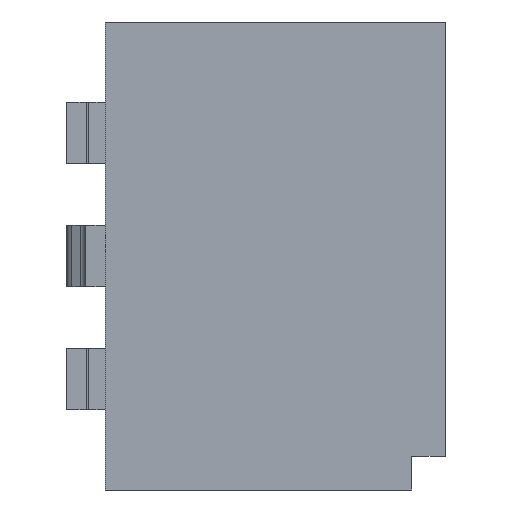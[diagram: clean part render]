
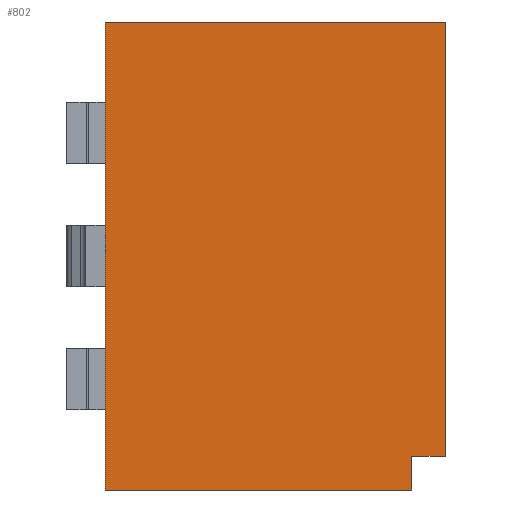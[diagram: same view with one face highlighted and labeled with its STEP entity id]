
A CAD part, front view. The second image highlights one B-rep face of the part: STEP entity #802.
In plain terms, the highlighted planar face has unit normal (0, -1, 0).
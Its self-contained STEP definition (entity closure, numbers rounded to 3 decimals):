
#1=DIRECTION('',(0.,0.,1.));
#2=VECTOR('',#1,0.35);
#3=CARTESIAN_POINT('',(1.405,0.,-2.415));
#4=LINE('',#3,#2);
#5=DIRECTION('',(-1.,0.,0.));
#6=VECTOR('',#5,3.16);
#7=CARTESIAN_POINT('',(1.405,0.,-2.415));
#8=LINE('',#7,#6);
#9=DIRECTION('',(0.,0.,1.));
#10=VECTOR('',#9,4.83);
#11=CARTESIAN_POINT('',(-1.755,0.,-2.415));
#12=LINE('',#11,#10);
#13=DIRECTION('',(1.,0.,0.));
#14=VECTOR('',#13,3.51);
#15=CARTESIAN_POINT('',(-1.755,0.,2.415));
#16=LINE('',#15,#14);
#17=DIRECTION('',(0.,0.,-1.));
#18=VECTOR('',#17,4.48);
#19=CARTESIAN_POINT('',(1.755,0.,2.415));
#20=LINE('',#19,#18);
#21=DIRECTION('',(-1.,0.,0.));
#22=VECTOR('',#21,0.35);
#23=CARTESIAN_POINT('',(1.755,0.,-2.065));
#24=LINE('',#23,#22);
#595=CARTESIAN_POINT('',(-1.755,0.,-2.415));
#596=CARTESIAN_POINT('',(-1.755,0.,2.415));
#597=VERTEX_POINT('',#595);
#598=VERTEX_POINT('',#596);
#599=CARTESIAN_POINT('',(1.755,0.,2.415));
#600=VERTEX_POINT('',#599);
#607=CARTESIAN_POINT('',(1.405,0.,-2.415));
#608=CARTESIAN_POINT('',(1.405,0.,-2.065));
#609=VERTEX_POINT('',#607);
#610=VERTEX_POINT('',#608);
#611=CARTESIAN_POINT('',(1.755,0.,-2.065));
#612=VERTEX_POINT('',#611);
#783=CARTESIAN_POINT('',(0.,0.,0.));
#784=DIRECTION('',(0.,1.,0.));
#785=DIRECTION('',(1.,0.,0.));
#786=AXIS2_PLACEMENT_3D('',#783,#784,#785);
#787=PLANE('',#786);
#789=ORIENTED_EDGE('',*,*,#788,.F.);
#791=ORIENTED_EDGE('',*,*,#790,.T.);
#793=ORIENTED_EDGE('',*,*,#792,.T.);
#795=ORIENTED_EDGE('',*,*,#794,.T.);
#797=ORIENTED_EDGE('',*,*,#796,.T.);
#799=ORIENTED_EDGE('',*,*,#798,.T.);
#800=EDGE_LOOP('',(#789,#791,#793,#795,#797,#799));
#801=FACE_OUTER_BOUND('',#800,.F.);
#802=ADVANCED_FACE('',(#801),#787,.F.);
#788=EDGE_CURVE('',#609,#610,#4,.T.);
#790=EDGE_CURVE('',#609,#597,#8,.T.);
#792=EDGE_CURVE('',#597,#598,#12,.T.);
#794=EDGE_CURVE('',#598,#600,#16,.T.);
#796=EDGE_CURVE('',#600,#612,#20,.T.);
#798=EDGE_CURVE('',#612,#610,#24,.T.);
